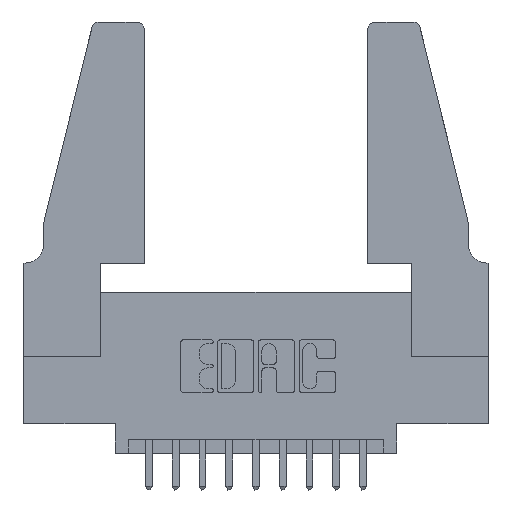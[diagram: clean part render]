
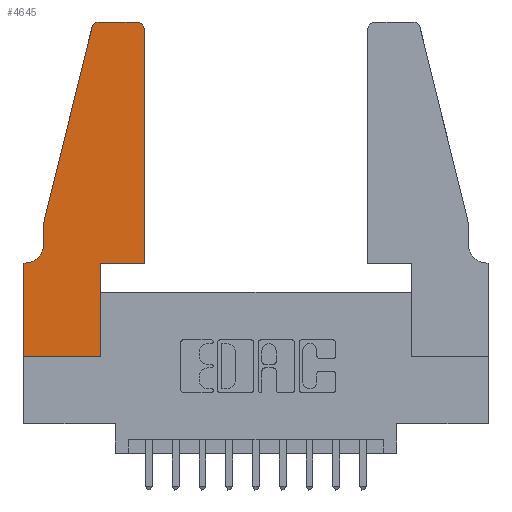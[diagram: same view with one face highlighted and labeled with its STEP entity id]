
A CAD part, top view. The second image highlights one B-rep face of the part: STEP entity #4645.
In plain terms, the highlighted planar face has unit normal (0, 0, 1).
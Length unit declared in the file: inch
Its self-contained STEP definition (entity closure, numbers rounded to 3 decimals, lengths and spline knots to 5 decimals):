
#301 = ORIENTED_EDGE ( 'NONE', *, *, #4376, .T. ) ;
#303 = DIRECTION ( 'NONE',  ( 1., 0., 0. ) ) ;
#422 = CARTESIAN_POINT ( 'NONE',  ( 0.2865, 0., 0.37 ) ) ;
#515 = CARTESIAN_POINT ( 'NONE',  ( 0.25487, 1.22718, 0.37 ) ) ;
#523 = VECTOR ( 'NONE', #9471, 39.37008 ) ;
#541 = VERTEX_POINT ( 'NONE', #9185 ) ;
#850 = CARTESIAN_POINT ( 'NONE',  ( 0.0755, 0.35, 0.37 ) ) ;
#1349 = ORIENTED_EDGE ( 'NONE', *, *, #13206, .T. ) ;
#1399 = VECTOR ( 'NONE', #12240, 39.37008 ) ;
#1460 = CARTESIAN_POINT ( 'NONE',  ( 0.4505, 0.35, 0.37 ) ) ;
#2045 = CARTESIAN_POINT ( 'NONE',  ( 0.284, 1.22, 0.37 ) ) ;
#2140 = VERTEX_POINT ( 'NONE', #422 ) ;
#2173 = EDGE_CURVE ( 'NONE', #12456, #5320, #6791, .T. ) ;
#2185 = VERTEX_POINT ( 'NONE', #515 ) ;
#2302 = CARTESIAN_POINT ( 'NONE',  ( 0.284, 1.25, 0.37 ) ) ;
#2551 = CARTESIAN_POINT ( 'NONE',  ( 0.4505, 1.22, 0.37 ) ) ;
#2726 = CARTESIAN_POINT ( 'NONE',  ( 0.0755, 0.5, 0.37 ) ) ;
#2918 = EDGE_CURVE ( 'NONE', #541, #2140, #11927, .T. ) ;
#3032 = CARTESIAN_POINT ( 'NONE',  ( 0.0755, 0.42, 0.37 ) ) ;
#3153 = DIRECTION ( 'NONE',  ( 1., 0., 0. ) ) ;
#3177 = AXIS2_PLACEMENT_3D ( 'NONE', #5754, #13138, #6832 ) ;
#3232 = ORIENTED_EDGE ( 'NONE', *, *, #4353, .T. ) ;
#3309 = CARTESIAN_POINT ( 'NONE',  ( 0.0055, 0.35, 0.37 ) ) ;
#3498 = VECTOR ( 'NONE', #12393, 39.37008 ) ;
#3798 = CARTESIAN_POINT ( 'NONE',  ( 0.4505, 0.35, 0.37 ) ) ;
#4013 = LINE ( 'NONE', #5870, #9309 ) ;
#4073 = VECTOR ( 'NONE', #7386, 39.37008 ) ;
#4250 = ORIENTED_EDGE ( 'NONE', *, *, #2173, .T. ) ;
#4262 = CIRCLE ( 'NONE', #6993, 0.03 ) ;
#4353 = EDGE_CURVE ( 'NONE', #2185, #4766, #8766, .T. ) ;
#4376 = EDGE_CURVE ( 'NONE', #10538, #2185, #10904, .T. ) ;
#4519 = CARTESIAN_POINT ( 'NONE',  ( 0., 0.35, 0.37 ) ) ;
#4645 = ADVANCED_FACE ( 'NONE', ( #7952 ), #8820, .T. ) ;
#4766 = VERTEX_POINT ( 'NONE', #2726 ) ;
#4826 = DIRECTION ( 'NONE',  ( 0., -1., 0. ) ) ;
#5054 = CARTESIAN_POINT ( 'NONE',  ( 0.4205, 1.22, 0.37 ) ) ;
#5320 = VERTEX_POINT ( 'NONE', #1460 ) ;
#5554 = CARTESIAN_POINT ( 'NONE',  ( 0., 0., 0.37 ) ) ;
#5729 = EDGE_CURVE ( 'NONE', #9990, #541, #13833, .T. ) ;
#5733 = ORIENTED_EDGE ( 'NONE', *, *, #8491, .T. ) ;
#5754 = CARTESIAN_POINT ( 'NONE',  ( 0.0055, 0.42, 0.37 ) ) ;
#5759 = VECTOR ( 'NONE', #12938, 39.37008 ) ;
#5870 = CARTESIAN_POINT ( 'NONE',  ( 0.0755, 0.5, 0.37 ) ) ;
#6024 = CARTESIAN_POINT ( 'NONE',  ( 0.2605, 1.25, 0.37 ) ) ;
#6059 = EDGE_CURVE ( 'NONE', #9000, #6207, #4262, .T. ) ;
#6110 = DIRECTION ( 'NONE',  ( 1., 0., 0. ) ) ;
#6207 = VERTEX_POINT ( 'NONE', #13655 ) ;
#6324 = VERTEX_POINT ( 'NONE', #3309 ) ;
#6471 = CARTESIAN_POINT ( 'NONE',  ( 0.4505, 0.35, 0.37 ) ) ;
#6509 = LINE ( 'NONE', #6471, #12133 ) ;
#6535 = CARTESIAN_POINT ( 'NONE',  ( 0.2865, 0.35, 0.37 ) ) ;
#6789 = DIRECTION ( 'NONE',  ( 0., 0., 1. ) ) ;
#6791 = LINE ( 'NONE', #3798, #1399 ) ;
#6832 = DIRECTION ( 'NONE',  ( -1., 0., 0. ) ) ;
#6993 = AXIS2_PLACEMENT_3D ( 'NONE', #5054, #12431, #6110 ) ;
#7077 = ORIENTED_EDGE ( 'NONE', *, *, #13796, .T. ) ;
#7386 = DIRECTION ( 'NONE',  ( -1., 0., 0. ) ) ;
#7412 = ORIENTED_EDGE ( 'NONE', *, *, #6059, .T. ) ;
#7493 = VERTEX_POINT ( 'NONE', #3032 ) ;
#7569 = DIRECTION ( 'NONE',  ( 0., 1., 0. ) ) ;
#7859 = VECTOR ( 'NONE', #11294, 39.37008 ) ;
#7952 = FACE_OUTER_BOUND ( 'NONE', #8161, .T. ) ;
#8161 = EDGE_LOOP ( 'NONE', ( #5733, #301, #3232, #11684, #9215, #12021, #9549, #12341, #1349, #4250, #7077, #7412 ) ) ;
#8417 = CARTESIAN_POINT ( 'NONE',  ( 0.0755, 0.5, 0.37 ) ) ;
#8491 = EDGE_CURVE ( 'NONE', #6207, #10538, #10626, .T. ) ;
#8766 = LINE ( 'NONE', #8417, #523 ) ;
#8820 = PLANE ( 'NONE',  #12523 ) ;
#9000 = VERTEX_POINT ( 'NONE', #2551 ) ;
#9043 = EDGE_CURVE ( 'NONE', #4766, #7493, #4013, .T. ) ;
#9185 = CARTESIAN_POINT ( 'NONE',  ( 0., 0., 0.37 ) ) ;
#9215 = ORIENTED_EDGE ( 'NONE', *, *, #11029, .T. ) ;
#9309 = VECTOR ( 'NONE', #4826, 39.37008 ) ;
#9471 = DIRECTION ( 'NONE',  ( -0.239, -0.971, 0. ) ) ;
#9512 = DIRECTION ( 'NONE',  ( 0., 0., 1. ) ) ;
#9549 = ORIENTED_EDGE ( 'NONE', *, *, #5729, .T. ) ;
#9594 = CARTESIAN_POINT ( 'NONE',  ( 0.2865, 0.35, 0.37 ) ) ;
#9990 = VERTEX_POINT ( 'NONE', #4519 ) ;
#10538 = VERTEX_POINT ( 'NONE', #2302 ) ;
#10626 = LINE ( 'NONE', #6024, #7859 ) ;
#10867 = CIRCLE ( 'NONE', #3177, 0.07 ) ;
#10904 = CIRCLE ( 'NONE', #11384, 0.03 ) ;
#11029 = EDGE_CURVE ( 'NONE', #7493, #6324, #10867, .T. ) ;
#11294 = DIRECTION ( 'NONE',  ( -1., 0., 0. ) ) ;
#11319 = LINE ( 'NONE', #9594, #11976 ) ;
#11340 = EDGE_CURVE ( 'NONE', #6324, #9990, #12494, .T. ) ;
#11342 = CARTESIAN_POINT ( 'NONE',  ( 0., 0., 0.37 ) ) ;
#11384 = AXIS2_PLACEMENT_3D ( 'NONE', #2045, #9512, #3153 ) ;
#11684 = ORIENTED_EDGE ( 'NONE', *, *, #9043, .T. ) ;
#11927 = LINE ( 'NONE', #11342, #3498 ) ;
#11976 = VECTOR ( 'NONE', #12669, 39.37008 ) ;
#12021 = ORIENTED_EDGE ( 'NONE', *, *, #11340, .T. ) ;
#12133 = VECTOR ( 'NONE', #7569, 39.37008 ) ;
#12240 = DIRECTION ( 'NONE',  ( 1., 0., 0. ) ) ;
#12341 = ORIENTED_EDGE ( 'NONE', *, *, #2918, .T. ) ;
#12393 = DIRECTION ( 'NONE',  ( 1., 0., 0. ) ) ;
#12431 = DIRECTION ( 'NONE',  ( 0., 0., 1. ) ) ;
#12456 = VERTEX_POINT ( 'NONE', #6535 ) ;
#12494 = LINE ( 'NONE', #850, #4073 ) ;
#12523 = AXIS2_PLACEMENT_3D ( 'NONE', #13087, #6789, #303 ) ;
#12669 = DIRECTION ( 'NONE',  ( 0., 1., 0. ) ) ;
#12938 = DIRECTION ( 'NONE',  ( 0., -1., 0. ) ) ;
#13087 = CARTESIAN_POINT ( 'NONE',  ( 0., 0.35, 0.37 ) ) ;
#13138 = DIRECTION ( 'NONE',  ( 0., 0., -1. ) ) ;
#13206 = EDGE_CURVE ( 'NONE', #2140, #12456, #11319, .T. ) ;
#13655 = CARTESIAN_POINT ( 'NONE',  ( 0.4205, 1.25, 0.37 ) ) ;
#13796 = EDGE_CURVE ( 'NONE', #5320, #9000, #6509, .T. ) ;
#13833 = LINE ( 'NONE', #5554, #5759 ) ;
